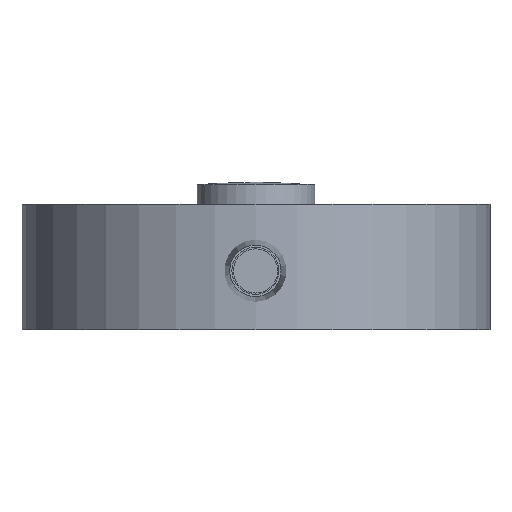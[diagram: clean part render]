
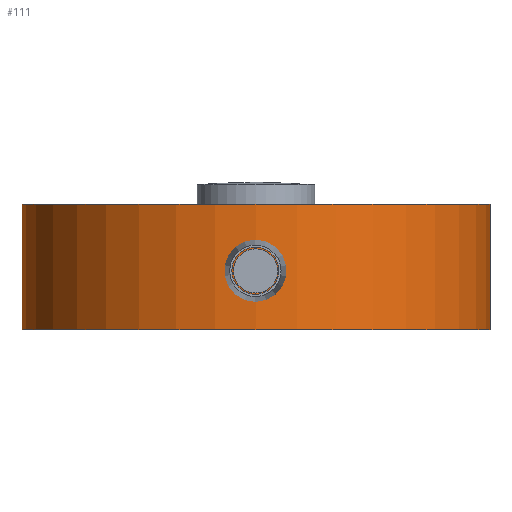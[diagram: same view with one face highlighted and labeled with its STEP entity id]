
A CAD part, front view. The second image highlights one B-rep face of the part: STEP entity #111.
In plain terms, the highlighted cylindrical face has radius 15.9 mm (diameter 31.8 mm), a full revolution.
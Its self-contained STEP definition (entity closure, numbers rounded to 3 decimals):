
#111 = ADVANCED_FACE( '', ( #202, #203 ), #204, .T. );
#202 = FACE_OUTER_BOUND( '', #312, .T. );
#203 = FACE_OUTER_BOUND( '', #313, .T. );
#204 = CYLINDRICAL_SURFACE( '', #314, 15.9 );
#312 = EDGE_LOOP( '', ( #446 ) );
#313 = EDGE_LOOP( '', ( #447 ) );
#314 = AXIS2_PLACEMENT_3D( '', #448, #449, #450 );
#446 = ORIENTED_EDGE( '', *, *, #585, .T. );
#447 = ORIENTED_EDGE( '', *, *, #586, .F. );
#448 = CARTESIAN_POINT( '', ( 0., 0., 10. ) );
#449 = DIRECTION( '', ( 0., 0., 1. ) );
#450 = DIRECTION( '', ( -1., 0., 0. ) );
#585 = EDGE_CURVE( '', #637, #637, #638, .T. );
#586 = EDGE_CURVE( '', #639, #639, #640, .T. );
#637 = VERTEX_POINT( '', #705 );
#638 = CIRCLE( '', #706, 15.9 );
#639 = VERTEX_POINT( '', #707 );
#640 = CIRCLE( '', #708, 15.9 );
#705 = CARTESIAN_POINT( '', ( 15.9, 0., 8.5 ) );
#706 = AXIS2_PLACEMENT_3D( '', #773, #774, #775 );
#707 = CARTESIAN_POINT( '', ( 15.9, 0., 0. ) );
#708 = AXIS2_PLACEMENT_3D( '', #776, #777, #778 );
#773 = CARTESIAN_POINT( '', ( 0., 0., 8.5 ) );
#774 = DIRECTION( '', ( 0., 0., -1. ) );
#775 = DIRECTION( '', ( 1., 0., 0. ) );
#776 = CARTESIAN_POINT( '', ( 0., 0., 0. ) );
#777 = DIRECTION( '', ( 0., 0., -1. ) );
#778 = DIRECTION( '', ( 1., 0., 0. ) );
